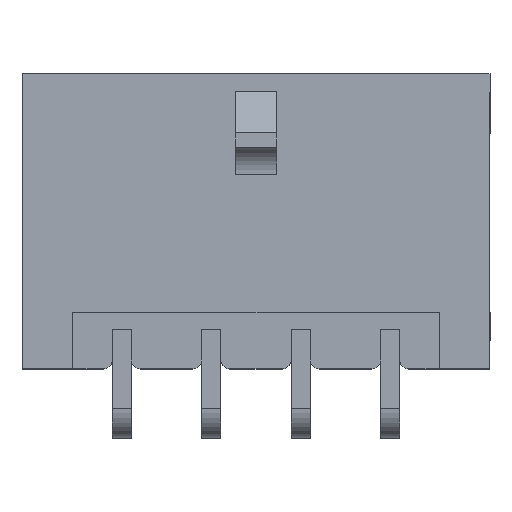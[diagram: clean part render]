
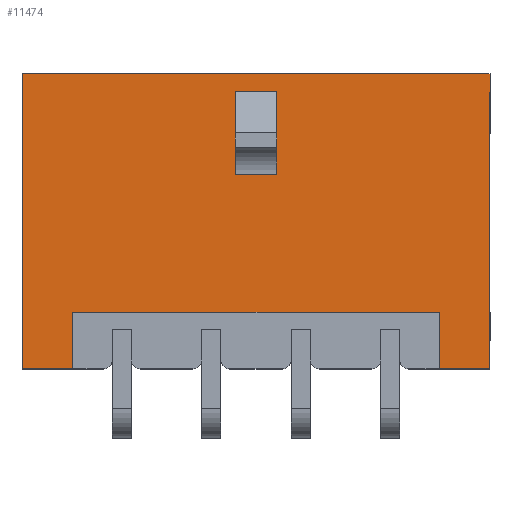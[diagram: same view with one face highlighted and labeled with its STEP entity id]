
A CAD part, top view. The second image highlights one B-rep face of the part: STEP entity #11474.
In plain terms, the highlighted planar face has unit normal (0, 0, 1).
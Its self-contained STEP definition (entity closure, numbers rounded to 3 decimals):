
#1526=ORIENTED_EDGE('',*,*,#3033,.T.);
#1527=ORIENTED_EDGE('',*,*,#3038,.T.);
#1528=ORIENTED_EDGE('',*,*,#3390,.F.);
#1529=ORIENTED_EDGE('',*,*,#3345,.T.);
#1530=ORIENTED_EDGE('',*,*,#3357,.T.);
#1531=ORIENTED_EDGE('',*,*,#3337,.F.);
#1532=ORIENTED_EDGE('',*,*,#3389,.F.);
#1533=ORIENTED_EDGE('',*,*,#3036,.T.);
#1534=ORIENTED_EDGE('',*,*,#3051,.F.);
#1535=ORIENTED_EDGE('',*,*,#3044,.F.);
#1536=ORIENTED_EDGE('',*,*,#3048,.T.);
#1537=ORIENTED_EDGE('',*,*,#3040,.T.);
#3033=EDGE_CURVE('',#4131,#4132,#4965,.T.);
#3036=EDGE_CURVE('',#4133,#4131,#4968,.T.);
#3038=EDGE_CURVE('',#4132,#4134,#4970,.T.);
#3040=EDGE_CURVE('',#4135,#4136,#4972,.T.);
#3044=EDGE_CURVE('',#4139,#4140,#4975,.T.);
#3048=EDGE_CURVE('',#4139,#4135,#4978,.T.);
#3051=EDGE_CURVE('',#4140,#4136,#4981,.T.);
#3337=EDGE_CURVE('',#4347,#4348,#5249,.T.);
#3345=EDGE_CURVE('',#4353,#4352,#5257,.T.);
#3357=EDGE_CURVE('',#4352,#4348,#5269,.T.);
#3389=EDGE_CURVE('',#4133,#4347,#5297,.T.);
#3390=EDGE_CURVE('',#4353,#4134,#5298,.T.);
#4131=VERTEX_POINT('',#15370);
#4132=VERTEX_POINT('',#15371);
#4133=VERTEX_POINT('',#15376);
#4134=VERTEX_POINT('',#15380);
#4135=VERTEX_POINT('',#15384);
#4136=VERTEX_POINT('',#15385);
#4139=VERTEX_POINT('',#15393);
#4140=VERTEX_POINT('',#15394);
#4347=VERTEX_POINT('',#15989);
#4348=VERTEX_POINT('',#15991);
#4352=VERTEX_POINT('',#16003);
#4353=VERTEX_POINT('',#16005);
#4965=LINE('',#15369,#6083);
#4968=LINE('',#15375,#6086);
#4970=LINE('',#15379,#6088);
#4972=LINE('',#15383,#6090);
#4975=LINE('',#15392,#6093);
#4978=LINE('',#15401,#6096);
#4981=LINE('',#15406,#6099);
#5249=LINE('',#15990,#6367);
#5257=LINE('',#16004,#6375);
#5269=LINE('',#16019,#6387);
#5297=LINE('',#16076,#6415);
#5298=LINE('',#16078,#6416);
#6083=VECTOR('',#12981,1000.);
#6086=VECTOR('',#12986,1000.);
#6088=VECTOR('',#12990,1000.);
#6090=VECTOR('',#12994,1000.);
#6093=VECTOR('',#13001,1000.);
#6096=VECTOR('',#13008,1000.);
#6099=VECTOR('',#13015,1000.);
#6367=VECTOR('',#13473,1000.);
#6375=VECTOR('',#13483,1000.);
#6387=VECTOR('',#13497,1000.);
#6415=VECTOR('',#13577,1000.);
#6416=VECTOR('',#13580,1000.);
#7018=EDGE_LOOP('',(#1526,#1527,#1528,#1529,#1530,#1531,#1532,#1533));
#7019=EDGE_LOOP('',(#1534,#1535,#1536,#1537));
#7484=FACE_BOUND('',#7018,.T.);
#7485=FACE_BOUND('',#7019,.T.);
#7907=PLANE('',#11988);
#11474=ADVANCED_FACE('',(#7484,#7485),#7907,.T.);
#11988=AXIS2_PLACEMENT_3D('',#16077,#13578,#13579);
#12981=DIRECTION('',(1.,0.,0.));
#12986=DIRECTION('',(0.,1.,0.));
#12990=DIRECTION('',(0.,-1.,0.));
#12994=DIRECTION('',(0.,1.,0.));
#13001=DIRECTION('',(0.,1.,0.));
#13008=DIRECTION('',(-1.,0.,0.));
#13015=DIRECTION('',(-1.,0.,0.));
#13473=DIRECTION('',(0.,1.,0.));
#13483=DIRECTION('',(0.,1.,0.));
#13497=DIRECTION('',(-1.,0.,0.));
#13577=DIRECTION('',(-1.,0.,0.));
#13578=DIRECTION('',(0.,0.,1.));
#13579=DIRECTION('',(0.,-1.,0.));
#13580=DIRECTION('',(-1.,0.,0.));
#15369=CARTESIAN_POINT('',(-6.147,-1.903,4.582));
#15370=CARTESIAN_POINT('',(-6.147,-1.903,4.582));
#15371=CARTESIAN_POINT('',(6.153,-1.897,4.578));
#15375=CARTESIAN_POINT('',(-6.147,-3.803,4.582));
#15376=CARTESIAN_POINT('',(-6.147,-3.803,4.582));
#15379=CARTESIAN_POINT('',(6.153,-1.897,4.578));
#15380=CARTESIAN_POINT('',(6.153,-3.797,4.578));
#15383=CARTESIAN_POINT('',(-0.7,2.7,4.58));
#15384=CARTESIAN_POINT('',(-0.7,2.7,4.58));
#15385=CARTESIAN_POINT('',(-0.701,5.5,4.58));
#15392=CARTESIAN_POINT('',(0.7,2.7,4.58));
#15393=CARTESIAN_POINT('',(0.7,2.7,4.58));
#15394=CARTESIAN_POINT('',(0.699,5.5,4.58));
#15401=CARTESIAN_POINT('',(0.7,2.7,4.58));
#15406=CARTESIAN_POINT('',(0.699,5.5,4.58));
#15989=CARTESIAN_POINT('',(-7.847,-3.804,4.582));
#15990=CARTESIAN_POINT('',(-7.847,-3.804,4.582));
#15991=CARTESIAN_POINT('',(-7.851,6.096,4.582));
#16003=CARTESIAN_POINT('',(7.849,6.104,4.578));
#16004=CARTESIAN_POINT('',(7.853,-3.796,4.578));
#16005=CARTESIAN_POINT('',(7.853,-3.796,4.578));
#16019=CARTESIAN_POINT('',(7.849,6.104,4.578));
#16076=CARTESIAN_POINT('',(7.853,-3.796,4.578));
#16077=CARTESIAN_POINT('',(7.853,-3.796,4.578));
#16078=CARTESIAN_POINT('',(7.853,-3.796,4.578));
